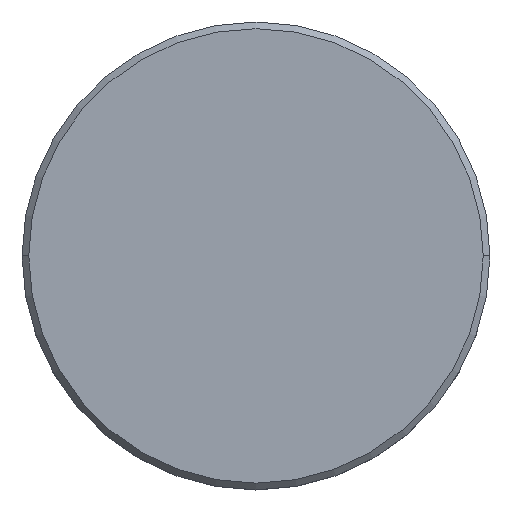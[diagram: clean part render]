
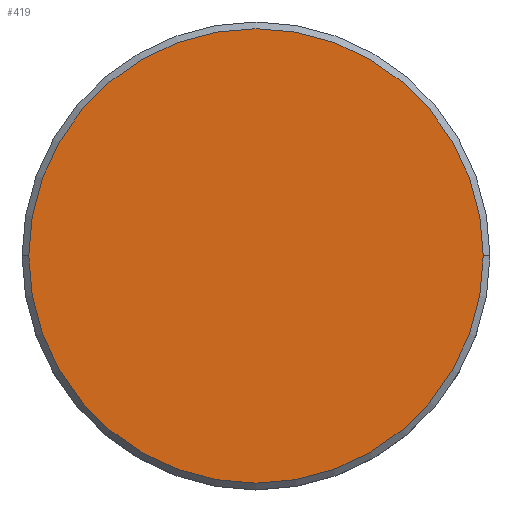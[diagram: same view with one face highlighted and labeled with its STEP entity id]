
A CAD part, top view. The second image highlights one B-rep face of the part: STEP entity #419.
In plain terms, the highlighted planar face has unit normal (0, 0, 1).
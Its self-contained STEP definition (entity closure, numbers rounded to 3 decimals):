
#22 = DIRECTION ( 'NONE',  ( 1., 0., 0. ) ) ;
#89 = EDGE_CURVE ( 'NONE', #483, #488, #315, .T. ) ;
#154 = AXIS2_PLACEMENT_3D ( 'NONE', #947, #485, #22 ) ;
#177 = DIRECTION ( 'NONE',  ( 0., 0., 1. ) ) ;
#237 = CARTESIAN_POINT ( 'NONE',  ( -17., 0., 0. ) ) ;
#315 = CIRCLE ( 'NONE', #462, 17. ) ;
#401 = AXIS2_PLACEMENT_3D ( 'NONE', #1158, #524, #1168 ) ;
#419 = ADVANCED_FACE ( 'NONE', ( #960 ), #1144, .T. ) ;
#462 = AXIS2_PLACEMENT_3D ( 'NONE', #606, #177, #1063 ) ;
#483 = VERTEX_POINT ( 'NONE', #670 ) ;
#485 = DIRECTION ( 'NONE',  ( 0., 0., 1. ) ) ;
#488 = VERTEX_POINT ( 'NONE', #237 ) ;
#524 = DIRECTION ( 'NONE',  ( 0., 0., 1. ) ) ;
#541 = EDGE_LOOP ( 'NONE', ( #640, #972 ) ) ;
#545 = EDGE_CURVE ( 'NONE', #488, #483, #611, .T. ) ;
#606 = CARTESIAN_POINT ( 'NONE',  ( 0., 0., 0. ) ) ;
#611 = CIRCLE ( 'NONE', #401, 17. ) ;
#640 = ORIENTED_EDGE ( 'NONE', *, *, #545, .T. ) ;
#670 = CARTESIAN_POINT ( 'NONE',  ( 17., 0., 0. ) ) ;
#947 = CARTESIAN_POINT ( 'NONE',  ( 0., 0., 0. ) ) ;
#960 = FACE_OUTER_BOUND ( 'NONE', #541, .T. ) ;
#972 = ORIENTED_EDGE ( 'NONE', *, *, #89, .T. ) ;
#1063 = DIRECTION ( 'NONE',  ( 1., 0., 0. ) ) ;
#1144 = PLANE ( 'NONE',  #154 ) ;
#1158 = CARTESIAN_POINT ( 'NONE',  ( 0., 0., 0. ) ) ;
#1168 = DIRECTION ( 'NONE',  ( 1., 0., 0. ) ) ;
